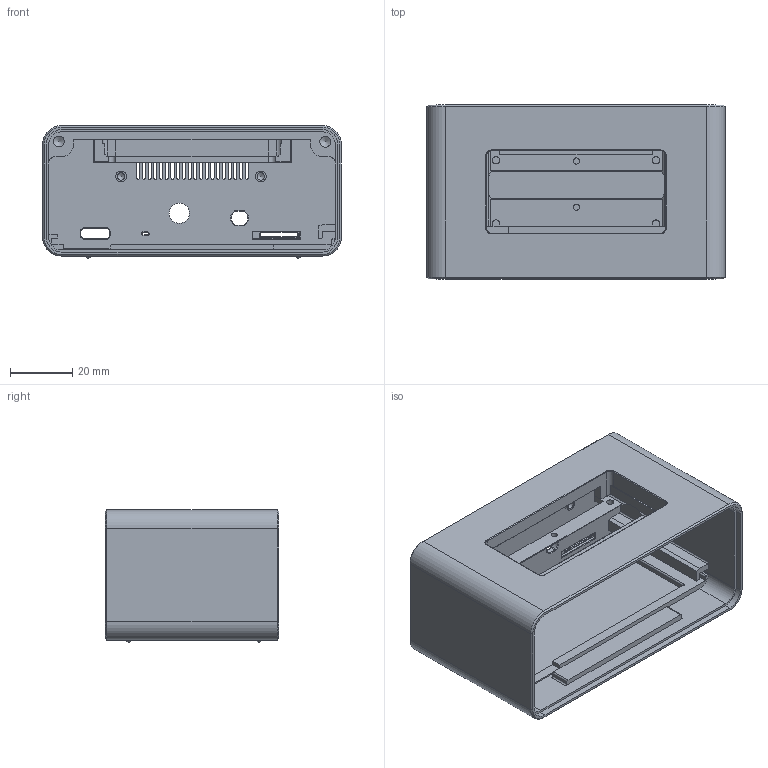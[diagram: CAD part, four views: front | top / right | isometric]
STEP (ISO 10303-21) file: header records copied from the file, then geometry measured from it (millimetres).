
FILE_DESCRIPTION(/* description */ ('Designed by EasyEDA Pro','CAx-IF Rec.Pracs.---Representation and Presentation of Product Manufacturing Information (PMI)---4.0---2014-10-13'),/* implementation_level */ '2;1');
FILE_NAME(/* name */ 'Dual-screen-ai-display-ford.step',/* time_stamp */ '2025-03-25T10:28:28+08:00',/* author */ (''),/* organization */ (''),/* preprocessor_version */ 'ST-DEVELOPER v20',/* originating_system */ 'Autodesk Translation Framework v13.20.0.188',/* authorisation */ '');
FILE_SCHEMA (('AP242_MANAGED_MODEL_BASED_3D_ENGINEERING_MIM_LF { 1 0 10303 442 1 1 4 }'));
Length unit declared in the file: millimetre
Products named in the file (1): 6GFA-PCBModel
Bounding box: 96.29 x 56 x 42.76 mm (x, y, z)
Volume: 42938.7 mm3; surface area: 39180.3 mm2
Topology: 1 solids, 1 shells, 455 faces, 1210 edges, 753 vertices
Faces by surface type: plane 229, cylinder 136, cone 62, torus 24, sphere 4
Full cylindrical faces by diameter (mm): 1 x2, 2 x2, 2.379 x2, 2.4 x2, 3.5 x4, 6.5 x1
Entity records: 14177 total; most frequent: CARTESIAN_POINT 2499, DIRECTION 2477, ORIENTED_EDGE 2400, EDGE_CURVE 1200, AXIS2_PLACEMENT_3D 830, LINE 817, VECTOR 817, VERTEX_POINT 753
